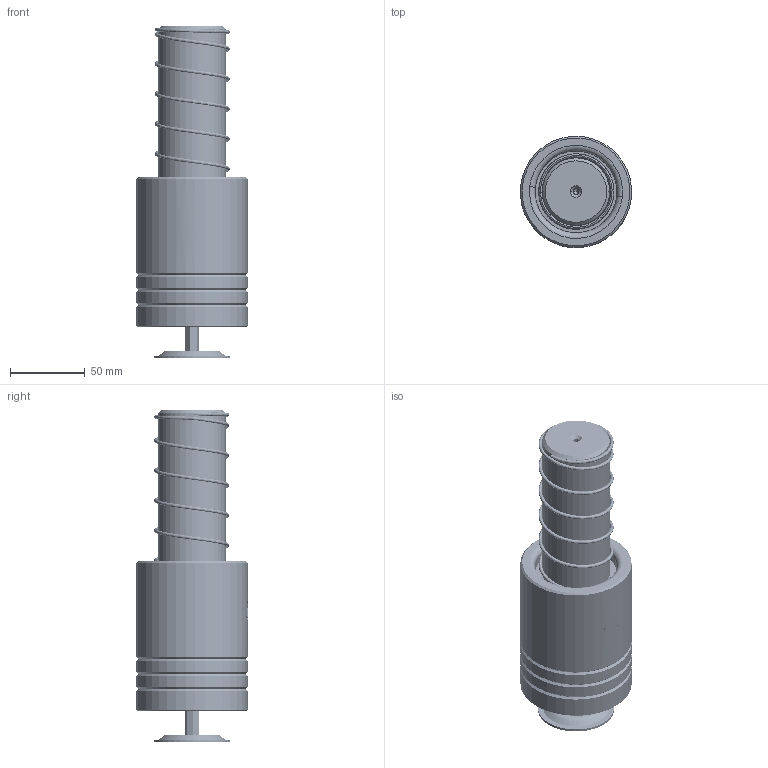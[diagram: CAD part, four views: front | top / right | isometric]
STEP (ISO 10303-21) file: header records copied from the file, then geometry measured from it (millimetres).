
FILE_DESCRIPTION (( 'STEP AP214' ), '1' );
FILE_NAME ('LMSH LMJH-D45-L200(BL-100).STEP', '2021-08-13T01:14:12', ( '' ), ( '' ), 'SwSTEP 2.0', 'SolidWorks 2016', '' );
FILE_SCHEMA (( 'AUTOMOTIVE_DESIGN' ));
Length unit declared in the file: millimetre
Products named in the file (351): BALL-D5; GTM-51; BSH-54.5-45.5-L90; BSH-D54.5-45.5-L90郪蚾; TBB-D74-d55-L100; GTM-51郪蚾; DSPM-D45-L200; GTM-M16蹟簽 -; LMSH LMJH-D45-L200(BL-100); GTM-3-縐种; HWP-D50.1-45.5-L110
Assembly tree (344 placements, depth 3):
  BALL-D5
  BALL-D5
  BALL-D5
  BALL-D5
  BALL-D5
Bounding box: 74.16 x 74.23 x 221.52 mm (x, y, z)
Volume: 575597.9 mm3; surface area: 170742.5 mm2
Topology: 337 solids, 337 shells, 1487 faces, 6369 edges, 4237 vertices
Faces by surface type: sphere 1320, cylinder 50, plane 40, cone 34, torus 22, bspline 21
Entity records: 66448 total; most frequent: CARTESIAN_POINT 38804, ORIENTED_EDGE 4792, DIRECTION 4111, EDGE_CURVE 2396, AXIS2_PLACEMENT_3D 1979, VERTEX_POINT 1577, EDGE_LOOP 1491, B_SPLINE_CURVE_WITH_KNOTS 1404
